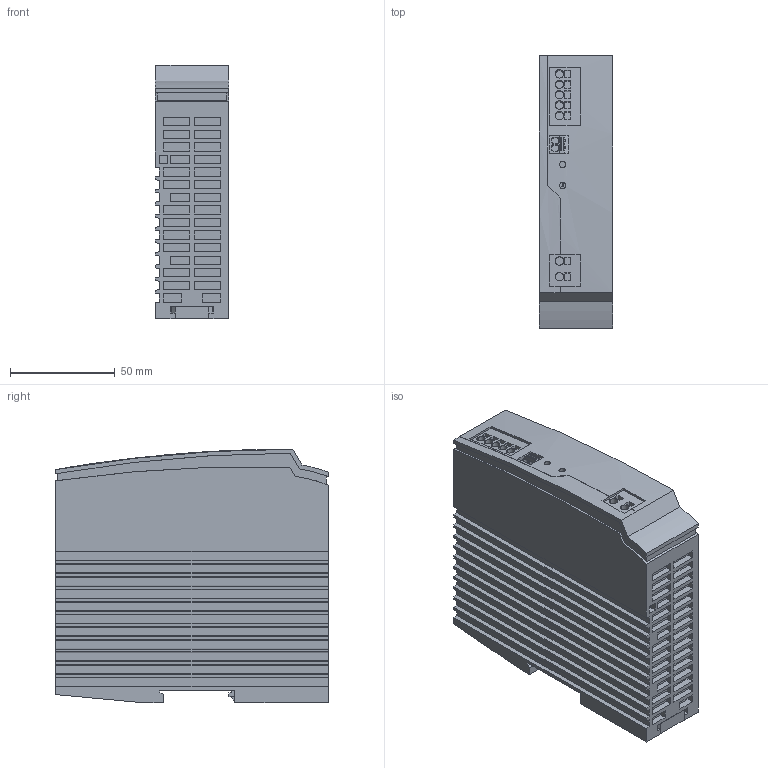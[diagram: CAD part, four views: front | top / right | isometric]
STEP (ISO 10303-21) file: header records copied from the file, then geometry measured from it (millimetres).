
FILE_DESCRIPTION(('Creo Elements/Direct Modeling STEP Export'),'2;1');
FILE_NAME('model.stp','2017-09-25T10:06:35',(''),(''),'Creo Elements/Direct Modeling STEP processor for AP214 (Solid Model)','Creo Elements/Direct Modeling 18.1I 14-Aug-2016 (C) Parametric Technology GmbH','');
FILE_SCHEMA(('AUTOMOTIVE_DESIGN { 1 0 10303 214 1 1 1 1 }'));
Length unit declared in the file: millimetre
Products named in the file (2): TRIO_PS_2G_1AC_24DC_5_B_PLUS_D-select
Assembly tree (1 placements, depth 2):
  TRIO_PS_2G_1AC_24DC_5_B_PLUS_D-select
    TRIO_PS_2G_1AC_24DC_5_B_PLUS_D-select
Bounding box: 35 x 130 x 121 mm (x, y, z)
Volume: 497781.2 mm3; surface area: 60249.2 mm2
Topology: 1 solids, 1 shells, 610 faces, 1563 edges, 1041 vertices
Faces by surface type: plane 573, cylinder 33, extrusion 4
Entity records: 19578 total; most frequent: CARTESIAN_POINT 3389, ORIENTED_EDGE 3126, DIRECTION 2722, EDGE_CURVE 1563, VECTOR 1442, LINE 1438, VERTEX_POINT 1041, EDGE_LOOP 700
